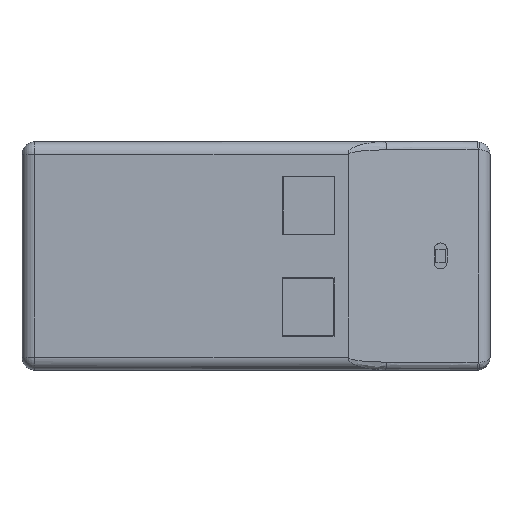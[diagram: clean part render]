
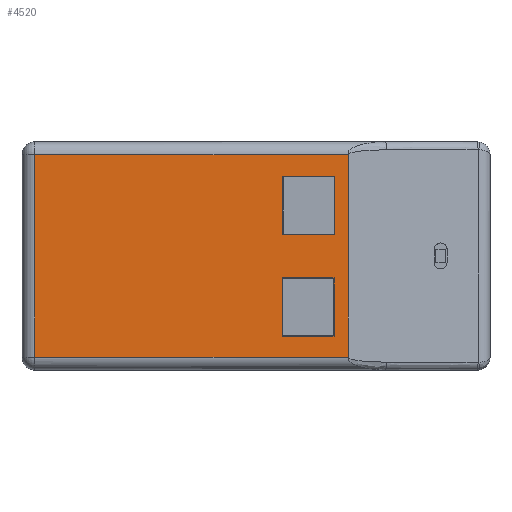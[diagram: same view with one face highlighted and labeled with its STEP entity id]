
A CAD part, top view. The second image highlights one B-rep face of the part: STEP entity #4520.
In plain terms, the highlighted planar face has unit normal (0, 0, 1).
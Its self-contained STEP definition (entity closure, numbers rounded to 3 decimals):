
#4477 = VERTEX_POINT('',#4478);
#4478 = CARTESIAN_POINT('',(46.697,29.6,8.4));
#4485 = EDGE_CURVE('',#4486,#4477,#4488,.T.);
#4486 = VERTEX_POINT('',#4487);
#4487 = CARTESIAN_POINT('',(46.697,-1.6,8.4));
#4488 = LINE('',#4489,#4490);
#4489 = CARTESIAN_POINT('',(46.697,-3.6,8.4));
#4490 = VECTOR('',#4491,1.);
#4491 = DIRECTION('',(0.,1.,0.));
#4520 = ADVANCED_FACE('',(#4521,#4555,#4589),#4614,.F.);
#4521 = FACE_BOUND('',#4522,.T.);
#4522 = EDGE_LOOP('',(#4523,#4533,#4541,#4549));
#4523 = ORIENTED_EDGE('',*,*,#4524,.F.);
#4524 = EDGE_CURVE('',#4525,#4527,#4529,.T.);
#4525 = VERTEX_POINT('',#4526);
#4526 = CARTESIAN_POINT('',(36.534,26.289,8.4));
#4527 = VERTEX_POINT('',#4528);
#4528 = CARTESIAN_POINT('',(36.534,17.289,8.4));
#4529 = LINE('',#4530,#4531);
#4530 = CARTESIAN_POINT('',(36.534,26.289,8.4));
#4531 = VECTOR('',#4532,1.);
#4532 = DIRECTION('',(0.,-1.,0.));
#4533 = ORIENTED_EDGE('',*,*,#4534,.F.);
#4534 = EDGE_CURVE('',#4535,#4525,#4537,.T.);
#4535 = VERTEX_POINT('',#4536);
#4536 = CARTESIAN_POINT('',(44.534,26.289,8.4));
#4537 = LINE('',#4538,#4539);
#4538 = CARTESIAN_POINT('',(36.534,26.289,8.4));
#4539 = VECTOR('',#4540,1.);
#4540 = DIRECTION('',(-1.,-0.,-0.));
#4541 = ORIENTED_EDGE('',*,*,#4542,.F.);
#4542 = EDGE_CURVE('',#4543,#4535,#4545,.T.);
#4543 = VERTEX_POINT('',#4544);
#4544 = CARTESIAN_POINT('',(44.534,17.289,8.4));
#4545 = LINE('',#4546,#4547);
#4546 = CARTESIAN_POINT('',(44.534,26.289,8.4));
#4547 = VECTOR('',#4548,1.);
#4548 = DIRECTION('',(0.,1.,0.));
#4549 = ORIENTED_EDGE('',*,*,#4550,.F.);
#4550 = EDGE_CURVE('',#4527,#4543,#4551,.T.);
#4551 = LINE('',#4552,#4553);
#4552 = CARTESIAN_POINT('',(36.534,17.289,8.4));
#4553 = VECTOR('',#4554,1.);
#4554 = DIRECTION('',(1.,0.,0.));
#4555 = FACE_BOUND('',#4556,.T.);
#4556 = EDGE_LOOP('',(#4557,#4567,#4575,#4583));
#4557 = ORIENTED_EDGE('',*,*,#4558,.F.);
#4558 = EDGE_CURVE('',#4559,#4561,#4563,.T.);
#4559 = VERTEX_POINT('',#4560);
#4560 = CARTESIAN_POINT('',(36.534,10.6,8.4));
#4561 = VERTEX_POINT('',#4562);
#4562 = CARTESIAN_POINT('',(36.534,1.6,8.4));
#4563 = LINE('',#4564,#4565);
#4564 = CARTESIAN_POINT('',(36.534,10.6,8.4));
#4565 = VECTOR('',#4566,1.);
#4566 = DIRECTION('',(0.,-1.,0.));
#4567 = ORIENTED_EDGE('',*,*,#4568,.F.);
#4568 = EDGE_CURVE('',#4569,#4559,#4571,.T.);
#4569 = VERTEX_POINT('',#4570);
#4570 = CARTESIAN_POINT('',(44.534,10.6,8.4));
#4571 = LINE('',#4572,#4573);
#4572 = CARTESIAN_POINT('',(36.534,10.6,8.4));
#4573 = VECTOR('',#4574,1.);
#4574 = DIRECTION('',(-1.,-0.,-0.));
#4575 = ORIENTED_EDGE('',*,*,#4576,.F.);
#4576 = EDGE_CURVE('',#4577,#4569,#4579,.T.);
#4577 = VERTEX_POINT('',#4578);
#4578 = CARTESIAN_POINT('',(44.534,1.6,8.4));
#4579 = LINE('',#4580,#4581);
#4580 = CARTESIAN_POINT('',(44.534,10.6,8.4));
#4581 = VECTOR('',#4582,1.);
#4582 = DIRECTION('',(0.,1.,0.));
#4583 = ORIENTED_EDGE('',*,*,#4584,.F.);
#4584 = EDGE_CURVE('',#4561,#4577,#4585,.T.);
#4585 = LINE('',#4586,#4587);
#4586 = CARTESIAN_POINT('',(36.534,1.6,8.4));
#4587 = VECTOR('',#4588,1.);
#4588 = DIRECTION('',(1.,0.,0.));
#4589 = FACE_BOUND('',#4590,.T.);
#4590 = EDGE_LOOP('',(#4591,#4592,#4600,#4608));
#4591 = ORIENTED_EDGE('',*,*,#4485,.T.);
#4592 = ORIENTED_EDGE('',*,*,#4593,.T.);
#4593 = EDGE_CURVE('',#4477,#4594,#4596,.T.);
#4594 = VERTEX_POINT('',#4595);
#4595 = CARTESIAN_POINT('',(-1.6,29.6,8.4));
#4596 = LINE('',#4597,#4598);
#4597 = CARTESIAN_POINT('',(0.,29.6,8.4));
#4598 = VECTOR('',#4599,1.);
#4599 = DIRECTION('',(-1.,0.,0.));
#4600 = ORIENTED_EDGE('',*,*,#4601,.T.);
#4601 = EDGE_CURVE('',#4594,#4602,#4604,.T.);
#4602 = VERTEX_POINT('',#4603);
#4603 = CARTESIAN_POINT('',(-1.6,-1.6,8.4));
#4604 = LINE('',#4605,#4606);
#4605 = CARTESIAN_POINT('',(-1.6,0.,8.4));
#4606 = VECTOR('',#4607,1.);
#4607 = DIRECTION('',(0.,-1.,0.));
#4608 = ORIENTED_EDGE('',*,*,#4609,.T.);
#4609 = EDGE_CURVE('',#4602,#4486,#4610,.T.);
#4610 = LINE('',#4611,#4612);
#4611 = CARTESIAN_POINT('',(0.,-1.6,8.4));
#4612 = VECTOR('',#4613,1.);
#4613 = DIRECTION('',(1.,0.,0.));
#4614 = PLANE('',#4615);
#4615 = AXIS2_PLACEMENT_3D('',#4616,#4617,#4618);
#4616 = CARTESIAN_POINT('',(0.,0.,8.4));
#4617 = DIRECTION('',(0.,0.,-1.));
#4618 = DIRECTION('',(-1.,0.,0.));
